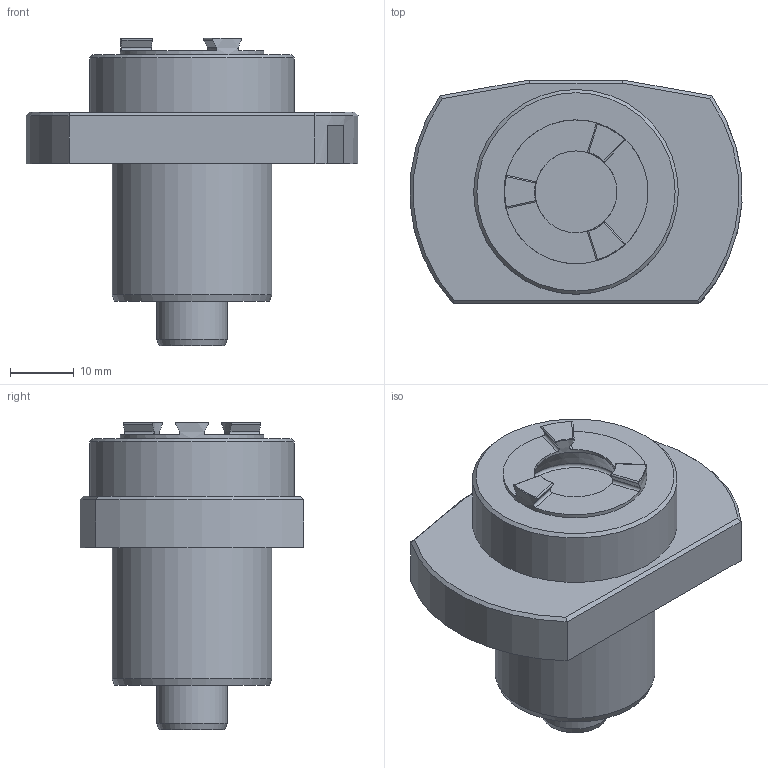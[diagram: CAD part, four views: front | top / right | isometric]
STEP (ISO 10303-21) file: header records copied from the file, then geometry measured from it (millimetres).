
FILE_DESCRIPTION(/* description */ (''),/* implementation_level */ '2;1');
FILE_NAME(/* name */ 'W9991235_stp.stp',/* time_stamp */ '2016-03-15T09:22:18+01:00',/* author */ (''),/* organization */ (''),/* preprocessor_version */ 'ST-DEVELOPER v15',/* originating_system */ 'SIEMENS PLM Software NX 9.0',/* authorisation */ '');
FILE_SCHEMA (('AUTOMOTIVE_DESIGN { 1 0 10303 214 3 1 1 1 }'));
Length unit declared in the file: millimetre
Products named in the file (1): krei22D083AD2h8q
Bounding box: 51.9 x 35 x 48.1 mm (x, y, z)
Volume: 30796.7 mm3; surface area: 7812.5 mm2
Topology: 1 solids, 1 shells, 62 faces, 158 edges, 102 vertices
Faces by surface type: plane 29, cylinder 20, cone 12, torus 1
Full cylindrical faces by diameter (mm): 11 x1, 12.8 x1, 22.5 x1, 25 x1, 32 x1
Entity records: 2284 total; most frequent: CARTESIAN_POINT 841, ORIENTED_EDGE 290, DIRECTION 284, EDGE_CURVE 145, AXIS2_PLACEMENT_3D 116, VERTEX_POINT 99, EDGE_LOOP 76, ADVANCED_FACE 62
